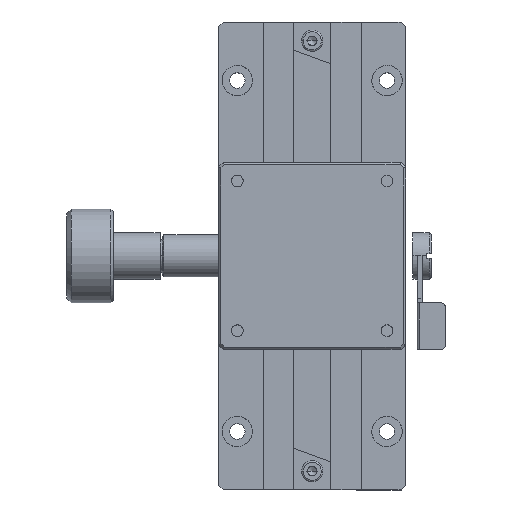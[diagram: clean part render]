
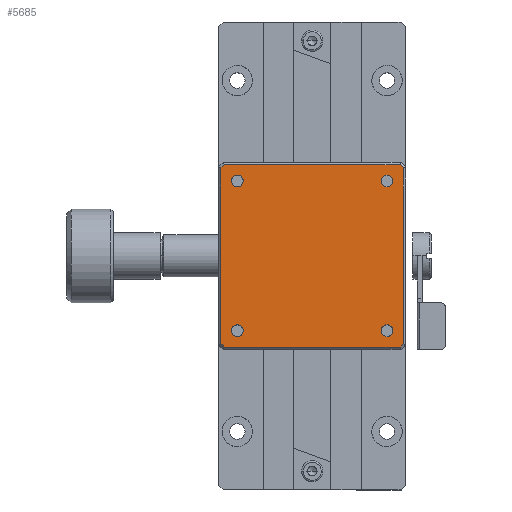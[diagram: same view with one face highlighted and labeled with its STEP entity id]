
A CAD part, top view. The second image highlights one B-rep face of the part: STEP entity #5685.
In plain terms, the highlighted planar face has unit normal (0, 0, 1).
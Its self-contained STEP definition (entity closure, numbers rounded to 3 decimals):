
#142 = LINE ( 'NONE', #10976, #11508 ) ;
#161 = EDGE_CURVE ( 'NONE', #9613, #13914, #9297, .T. ) ;
#167 = CARTESIAN_POINT ( 'NONE',  ( -36., -66., 28. ) ) ;
#198 = VERTEX_POINT ( 'NONE', #6816 ) ;
#538 = ORIENTED_EDGE ( 'NONE', *, *, #1538, .F. ) ;
#594 = LINE ( 'NONE', #9039, #1460 ) ;
#635 = LINE ( 'NONE', #5922, #13662 ) ;
#708 = CIRCLE ( 'NONE', #2261, 1.25 ) ;
#737 = EDGE_CURVE ( 'NONE', #2035, #8079, #708, .T. ) ;
#1158 = VERTEX_POINT ( 'NONE', #12102 ) ;
#1165 = VERTEX_POINT ( 'NONE', #9953 ) ;
#1347 = CIRCLE ( 'NONE', #12483, 1.25 ) ;
#1391 = FACE_BOUND ( 'NONE', #5677, .T. ) ;
#1436 = CARTESIAN_POINT ( 'NONE',  ( -34.75, -66., 28. ) ) ;
#1460 = VECTOR ( 'NONE', #6365, 1000. ) ;
#1538 = EDGE_CURVE ( 'NONE', #7556, #7070, #13276, .T. ) ;
#1585 = CARTESIAN_POINT ( 'NONE',  ( -34.75, -34., 28. ) ) ;
#1650 = DIRECTION ( 'NONE',  ( 0., 0., -1. ) ) ;
#1791 = DIRECTION ( 'NONE',  ( 0., 0., 1. ) ) ;
#1873 = FACE_BOUND ( 'NONE', #13701, .T. ) ;
#1967 = CARTESIAN_POINT ( 'NONE',  ( -4., -34., 28. ) ) ;
#1984 = DIRECTION ( 'NONE',  ( 0., 0., 1. ) ) ;
#2035 = VERTEX_POINT ( 'NONE', #8376 ) ;
#2038 = EDGE_CURVE ( 'NONE', #5627, #1165, #635, .T. ) ;
#2221 = CARTESIAN_POINT ( 'NONE',  ( -36., -34., 28. ) ) ;
#2261 = AXIS2_PLACEMENT_3D ( 'NONE', #10193, #10689, #2744 ) ;
#2269 = DIRECTION ( 'NONE',  ( 1., 0., 0. ) ) ;
#2620 = EDGE_CURVE ( 'NONE', #8079, #2035, #14521, .T. ) ;
#2655 = CARTESIAN_POINT ( 'NONE',  ( -2.75, -66., 28. ) ) ;
#2707 = ORIENTED_EDGE ( 'NONE', *, *, #3608, .F. ) ;
#2744 = DIRECTION ( 'NONE',  ( 1., 0., 0. ) ) ;
#3056 = CARTESIAN_POINT ( 'NONE',  ( -0.5, -68.793, 28. ) ) ;
#3069 = CARTESIAN_POINT ( 'NONE',  ( -0.5, -31.207, 28. ) ) ;
#3115 = AXIS2_PLACEMENT_3D ( 'NONE', #7770, #10926, #10191 ) ;
#3464 = CARTESIAN_POINT ( 'NONE',  ( -0.5, -50., 28. ) ) ;
#3524 = EDGE_CURVE ( 'NONE', #14335, #198, #12402, .T. ) ;
#3608 = EDGE_CURVE ( 'NONE', #1158, #9556, #14051, .T. ) ;
#3781 = DIRECTION ( 'NONE',  ( -0.707, -0.707, 0. ) ) ;
#4128 = DIRECTION ( 'NONE',  ( 1., 0., 0. ) ) ;
#4132 = VERTEX_POINT ( 'NONE', #14399 ) ;
#4209 = ORIENTED_EDGE ( 'NONE', *, *, #2038, .F. ) ;
#4607 = AXIS2_PLACEMENT_3D ( 'NONE', #12848, #1791, #2269 ) ;
#4639 = ORIENTED_EDGE ( 'NONE', *, *, #12474, .F. ) ;
#4766 = PLANE ( 'NONE',  #11452 ) ;
#5036 = AXIS2_PLACEMENT_3D ( 'NONE', #8319, #12143, #12877 ) ;
#5444 = EDGE_CURVE ( 'NONE', #7070, #7556, #13869, .T. ) ;
#5511 = EDGE_LOOP ( 'NONE', ( #13291, #13184 ) ) ;
#5553 = CARTESIAN_POINT ( 'NONE',  ( -38.793, -69.5, 28. ) ) ;
#5562 = ORIENTED_EDGE ( 'NONE', *, *, #7290, .F. ) ;
#5627 = VERTEX_POINT ( 'NONE', #14138 ) ;
#5640 = VERTEX_POINT ( 'NONE', #3069 ) ;
#5677 = EDGE_LOOP ( 'NONE', ( #7816, #13422 ) ) ;
#5685 = ADVANCED_FACE ( 'NONE', ( #14876, #1391, #8377, #1873, #5710 ), #4766, .F. ) ;
#5695 = CARTESIAN_POINT ( 'NONE',  ( -38.793, -69.5, 28. ) ) ;
#5707 = ORIENTED_EDGE ( 'NONE', *, *, #5444, .F. ) ;
#5710 = FACE_OUTER_BOUND ( 'NONE', #6380, .T. ) ;
#5769 = VECTOR ( 'NONE', #7266, 1000. ) ;
#5922 = CARTESIAN_POINT ( 'NONE',  ( -39.5, -31.207, 28. ) ) ;
#5924 = EDGE_CURVE ( 'NONE', #10059, #5640, #142, .T. ) ;
#6365 = DIRECTION ( 'NONE',  ( 0., 1., 0. ) ) ;
#6380 = EDGE_LOOP ( 'NONE', ( #2707, #4639, #14024, #10749, #14098, #4209, #13531, #5562 ) ) ;
#6574 = CARTESIAN_POINT ( 'NONE',  ( -1.207, -30.5, 28. ) ) ;
#6727 = EDGE_LOOP ( 'NONE', ( #14831, #8106 ) ) ;
#6730 = EDGE_CURVE ( 'NONE', #5640, #11565, #13832, .T. ) ;
#6816 = CARTESIAN_POINT ( 'NONE',  ( -37.25, -34., 28. ) ) ;
#6874 = DIRECTION ( 'NONE',  ( 0.707, 0.707, 0. ) ) ;
#7070 = VERTEX_POINT ( 'NONE', #11941 ) ;
#7226 = DIRECTION ( 'NONE',  ( 0., 0., 1. ) ) ;
#7266 = DIRECTION ( 'NONE',  ( 0., -1., 0. ) ) ;
#7290 = EDGE_CURVE ( 'NONE', #9556, #4132, #11492, .T. ) ;
#7344 = DIRECTION ( 'NONE',  ( 1., 0., 0. ) ) ;
#7556 = VERTEX_POINT ( 'NONE', #2655 ) ;
#7770 = CARTESIAN_POINT ( 'NONE',  ( -4., -34., 28. ) ) ;
#7816 = ORIENTED_EDGE ( 'NONE', *, *, #3524, .F. ) ;
#8079 = VERTEX_POINT ( 'NONE', #1436 ) ;
#8106 = ORIENTED_EDGE ( 'NONE', *, *, #737, .F. ) ;
#8319 = CARTESIAN_POINT ( 'NONE',  ( -36., -34., 28. ) ) ;
#8376 = CARTESIAN_POINT ( 'NONE',  ( -37.25, -66., 28. ) ) ;
#8377 = FACE_BOUND ( 'NONE', #6727, .T. ) ;
#8383 = AXIS2_PLACEMENT_3D ( 'NONE', #167, #13652, #7344 ) ;
#8635 = VECTOR ( 'NONE', #10394, 1000. ) ;
#8747 = CARTESIAN_POINT ( 'NONE',  ( -5.25, -34., 28. ) ) ;
#9039 = CARTESIAN_POINT ( 'NONE',  ( -39.5, -50., 28. ) ) ;
#9194 = DIRECTION ( 'NONE',  ( 1., 0., 0. ) ) ;
#9297 = CIRCLE ( 'NONE', #3115, 1.25 ) ;
#9556 = VERTEX_POINT ( 'NONE', #5553 ) ;
#9613 = VERTEX_POINT ( 'NONE', #8747 ) ;
#9616 = DIRECTION ( 'NONE',  ( -1., 0., 0. ) ) ;
#9688 = CARTESIAN_POINT ( 'NONE',  ( -20., -30.5, 28. ) ) ;
#9953 = CARTESIAN_POINT ( 'NONE',  ( -38.793, -30.5, 28. ) ) ;
#10009 = DIRECTION ( 'NONE',  ( 1., 0., 0. ) ) ;
#10033 = DIRECTION ( 'NONE',  ( 0.707, -0.707, 0. ) ) ;
#10059 = VERTEX_POINT ( 'NONE', #6574 ) ;
#10191 = DIRECTION ( 'NONE',  ( 1., 0., 0. ) ) ;
#10193 = CARTESIAN_POINT ( 'NONE',  ( -36., -66., 28. ) ) ;
#10394 = DIRECTION ( 'NONE',  ( 1., 0., 0. ) ) ;
#10445 = AXIS2_PLACEMENT_3D ( 'NONE', #12623, #13139, #10009 ) ;
#10532 = EDGE_CURVE ( 'NONE', #198, #14335, #14736, .T. ) ;
#10689 = DIRECTION ( 'NONE',  ( 0., 0., 1. ) ) ;
#10749 = ORIENTED_EDGE ( 'NONE', *, *, #5924, .F. ) ;
#10877 = EDGE_CURVE ( 'NONE', #13914, #9613, #1347, .T. ) ;
#10926 = DIRECTION ( 'NONE',  ( 0., 0., 1. ) ) ;
#10976 = CARTESIAN_POINT ( 'NONE',  ( -1.207, -30.5, 28. ) ) ;
#11452 = AXIS2_PLACEMENT_3D ( 'NONE', #12697, #1650, #9616 ) ;
#11492 = LINE ( 'NONE', #5695, #12810 ) ;
#11508 = VECTOR ( 'NONE', #10033, 1000. ) ;
#11565 = VERTEX_POINT ( 'NONE', #3056 ) ;
#11941 = CARTESIAN_POINT ( 'NONE',  ( -5.25, -66., 28. ) ) ;
#12042 = AXIS2_PLACEMENT_3D ( 'NONE', #2221, #1984, #4128 ) ;
#12089 = DIRECTION ( 'NONE',  ( -1., 0., 0. ) ) ;
#12102 = CARTESIAN_POINT ( 'NONE',  ( -1.207, -69.5, 28. ) ) ;
#12143 = DIRECTION ( 'NONE',  ( 0., 0., 1. ) ) ;
#12207 = LINE ( 'NONE', #13698, #14625 ) ;
#12300 = CARTESIAN_POINT ( 'NONE',  ( -2.75, -34., 28. ) ) ;
#12402 = CIRCLE ( 'NONE', #5036, 1.25 ) ;
#12474 = EDGE_CURVE ( 'NONE', #11565, #1158, #12207, .T. ) ;
#12483 = AXIS2_PLACEMENT_3D ( 'NONE', #1967, #7226, #9194 ) ;
#12623 = CARTESIAN_POINT ( 'NONE',  ( -4., -66., 28. ) ) ;
#12670 = DIRECTION ( 'NONE',  ( -0.707, 0.707, 0. ) ) ;
#12697 = CARTESIAN_POINT ( 'NONE',  ( -0.5, -69.5, 28. ) ) ;
#12810 = VECTOR ( 'NONE', #12670, 1000. ) ;
#12848 = CARTESIAN_POINT ( 'NONE',  ( -4., -66., 28. ) ) ;
#12877 = DIRECTION ( 'NONE',  ( 1., 0., 0. ) ) ;
#13139 = DIRECTION ( 'NONE',  ( 0., 0., 1. ) ) ;
#13184 = ORIENTED_EDGE ( 'NONE', *, *, #161, .F. ) ;
#13276 = CIRCLE ( 'NONE', #4607, 1.25 ) ;
#13291 = ORIENTED_EDGE ( 'NONE', *, *, #10877, .F. ) ;
#13331 = VECTOR ( 'NONE', #12089, 1000. ) ;
#13364 = CARTESIAN_POINT ( 'NONE',  ( -20., -69.5, 28. ) ) ;
#13422 = ORIENTED_EDGE ( 'NONE', *, *, #10532, .F. ) ;
#13531 = ORIENTED_EDGE ( 'NONE', *, *, #13590, .F. ) ;
#13590 = EDGE_CURVE ( 'NONE', #4132, #5627, #594, .T. ) ;
#13652 = DIRECTION ( 'NONE',  ( 0., 0., 1. ) ) ;
#13662 = VECTOR ( 'NONE', #6874, 1000. ) ;
#13698 = CARTESIAN_POINT ( 'NONE',  ( -0.5, -68.793, 28. ) ) ;
#13701 = EDGE_LOOP ( 'NONE', ( #538, #5707 ) ) ;
#13832 = LINE ( 'NONE', #3464, #5769 ) ;
#13869 = CIRCLE ( 'NONE', #10445, 1.25 ) ;
#13914 = VERTEX_POINT ( 'NONE', #12300 ) ;
#14024 = ORIENTED_EDGE ( 'NONE', *, *, #6730, .F. ) ;
#14051 = LINE ( 'NONE', #13364, #13331 ) ;
#14098 = ORIENTED_EDGE ( 'NONE', *, *, #14126, .F. ) ;
#14126 = EDGE_CURVE ( 'NONE', #1165, #10059, #14491, .T. ) ;
#14138 = CARTESIAN_POINT ( 'NONE',  ( -39.5, -31.207, 28. ) ) ;
#14335 = VERTEX_POINT ( 'NONE', #1585 ) ;
#14399 = CARTESIAN_POINT ( 'NONE',  ( -39.5, -68.793, 28. ) ) ;
#14491 = LINE ( 'NONE', #9688, #8635 ) ;
#14521 = CIRCLE ( 'NONE', #8383, 1.25 ) ;
#14625 = VECTOR ( 'NONE', #3781, 1000. ) ;
#14736 = CIRCLE ( 'NONE', #12042, 1.25 ) ;
#14831 = ORIENTED_EDGE ( 'NONE', *, *, #2620, .F. ) ;
#14876 = FACE_BOUND ( 'NONE', #5511, .T. ) ;
